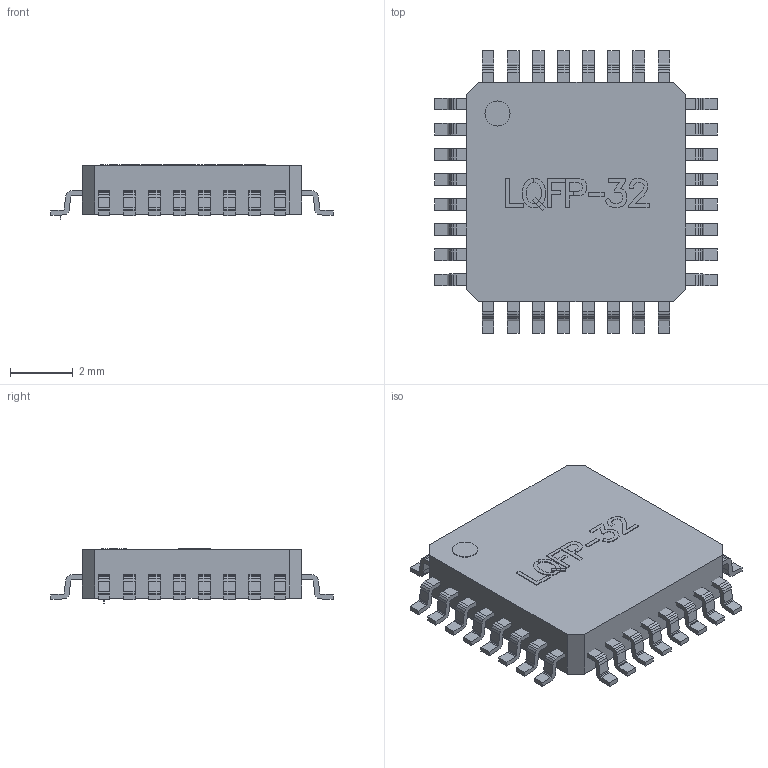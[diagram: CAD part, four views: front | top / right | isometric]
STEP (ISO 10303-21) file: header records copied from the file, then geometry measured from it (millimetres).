
FILE_DESCRIPTION (( 'STEP AP214' ), '1' );
FILE_NAME ('User Library-LQFP32.STEP', '2019-04-04T08:23:58', ( '' ), ( '' ), 'SwSTEP 2.0', 'SolidWorks 2019', '' );
FILE_SCHEMA (( 'AUTOMOTIVE_DESIGN' ));
Length unit declared in the file: millimetre
Products named in the file (121): User Library-LQFP32_450941905; User Library-LQFP32_Free-Models3; User Library-LQFP32_Board3; User Library-LQFP32_PINLQFP-33; User Library-LQFP32_Extruded17; User Library-LQFP32_Extruded11; User Library-LQFP32_Extruded18; User Library-LQFP32_450709041; User Library-LQFP32_Extruded14; User Library-LQFP32_Extruded12; User Library-LQFP32_Extruded15; User Library-LQFP32_450942289; User Library-LQFP32_450944593; User Library-LQFP32_450944977; User Library-LQFP32_450942161; User Library-LQFP32_450945361; User Library-LQFP32_450943313; User Library-LQFP32_450941393; User Library-LQFP32_450942033; User Library-LQFP32_Cylinder1; User Library-LQFP32_Extruded10; User Library-LQFP32_Free-Models2; User Library-LQFP32_Extruded13; User Library-LQFP32_Extruded19; User Library-LQFP32; User Library-LQFP32_Board2; User Library-LQFP32_Extruded16; User Library-LQFP32_450941521
Assembly tree (182 placements, depth 6):
  User Library-LQFP32
    User Library-LQFP32_Board3
    User Library-LQFP32_Free-Models2
      User Library-LQFP32_450942033
        User Library-LQFP32_Extruded18
      User Library-LQFP32_450944593
        User Library-LQFP32_Extruded10
      User Library-LQFP32_PINLQFP-33
        User Library-LQFP32_Free-Models3
          User Library-LQFP32_450941905
            User Library-LQFP32_Extruded15
        User Library-LQFP32_Board2
      User Library-LQFP32_PINLQFP-33
        User Library-LQFP32_Free-Models3
          User Library-LQFP32_450941905
            User Library-LQFP32_Extruded15
        User Library-LQFP32_Board2
      User Library-LQFP32_PINLQFP-33
        User Library-LQFP32_Free-Models3
          User Library-LQFP32_450941905
            User Library-LQFP32_Extruded15
        User Library-LQFP32_Board2
      User Library-LQFP32_PINLQFP-33
        User Library-LQFP32_Free-Models3
          User Library-LQFP32_450941905
            User Library-LQFP32_Extruded15
        User Library-LQFP32_Board2
      User Library-LQFP32_PINLQFP-33
        User Library-LQFP32_Free-Models3
          User Library-LQFP32_450941905
            User Library-LQFP32_Extruded15
        User Library-LQFP32_Board2
      User Library-LQFP32_PINLQFP-33
        User Library-LQFP32_Free-Models3
          User Library-LQFP32_450941905
            User Library-LQFP32_Extruded15
        User Library-LQFP32_Board2
      User Library-LQFP32_PINLQFP-33
        User Library-LQFP32_Free-Models3
          User Library-LQFP32_450941905
            User Library-LQFP32_Extruded15
        User Library-LQFP32_Board2
      User Library-LQFP32_PINLQFP-33
        User Library-LQFP32_Free-Models3
          User Library-LQFP32_450941905
            User Library-LQFP32_Extruded15
        User Library-LQFP32_Board2
      User Library-LQFP32_PINLQFP-33
        User Library-LQFP32_Free-Models3
          User Library-LQFP32_450941905
            User Library-LQFP32_Extruded15
        User Library-LQFP32_Board2
      User Library-LQFP32_PINLQFP-33
        User Library-LQFP32_Free-Models3
          User Library-LQFP32_450941905
            User Library-LQFP32_Extruded15
        User Library-LQFP32_Board2
      User Library-LQFP32_PINLQFP-33
        User Library-LQFP32_Free-Models3
          User Library-LQFP32_450941905
Bounding box: 9 x 9 x 1.73 mm (x, y, z)
Volume: 78.4 mm3; surface area: 200.9 mm2
Topology: 73 solids, 77 shells, 1082 faces, 2794 edges, 1864 vertices
Faces by surface type: plane 1080, cylinder 2
Entity records: 10336 total; most frequent: DIRECTION 1580, CARTESIAN_POINT 1445, ORIENTED_EDGE 1116, EDGE_CURVE 562, VECTOR 558, LINE 558, AXIS2_PLACEMENT_3D 511, VERTEX_POINT 376
